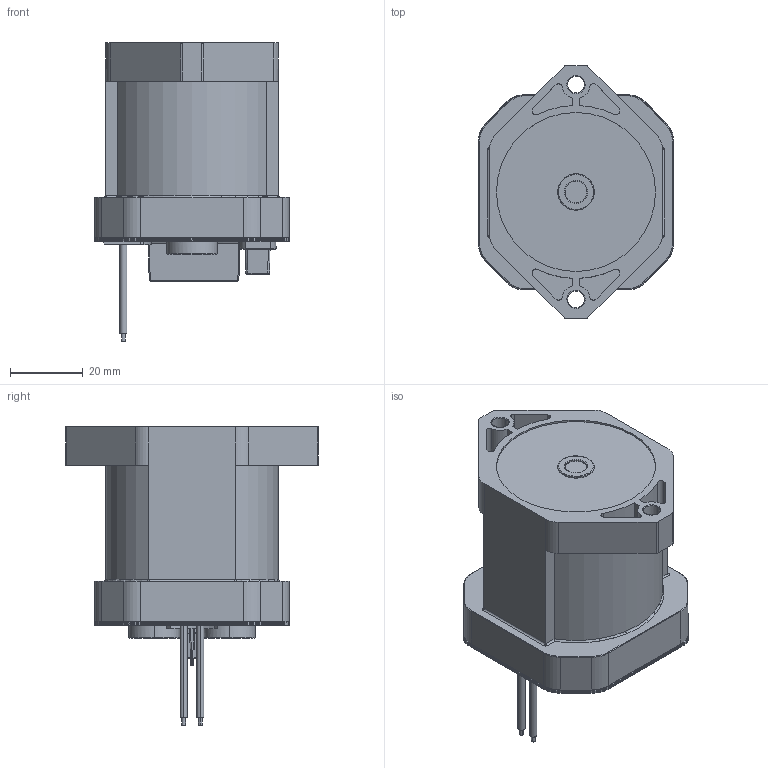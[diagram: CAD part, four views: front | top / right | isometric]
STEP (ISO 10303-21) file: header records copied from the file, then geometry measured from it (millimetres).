
FILE_DESCRIPTION((''),'2;1');
FILE_NAME('3-EVD200E-000_ASM','2024-04-13T14:23:48',('Fiona.Li'),(''),'CREO PARAMETRIC BY PTC INC, 2021063','CREO PARAMETRIC BY PTC INC, 2021063','');
FILE_SCHEMA(('CONFIG_CONTROL_DESIGN'));
Length unit declared in the file: millimetre
Products named in the file (2): _3-EVD200E-000; 3-EVD200E-000_ASM
Assembly tree (1 placements, depth 2):
  3-EVD200E-000_ASM
    _3-EVD200E-000
Bounding box: 53.63 x 69.5 x 81.94 mm (x, y, z)
Volume: 800.8 mm3; surface area: 40921.3 mm2
Topology: 1 solids, 110 shells, 1214 faces, 4222 edges, 3083 vertices
Faces by surface type: plane 545, cylinder 492, torus 114, cone 44, bspline 15, sphere 4
Entity records: 46130 total; most frequent: CARTESIAN_POINT 10369, DIRECTION 7639, ORIENTED_EDGE 6368, EDGE_CURVE 4218, VERTEX_POINT 3083, VECTOR 2583, LINE 2583, AXIS2_PLACEMENT_3D 2528
